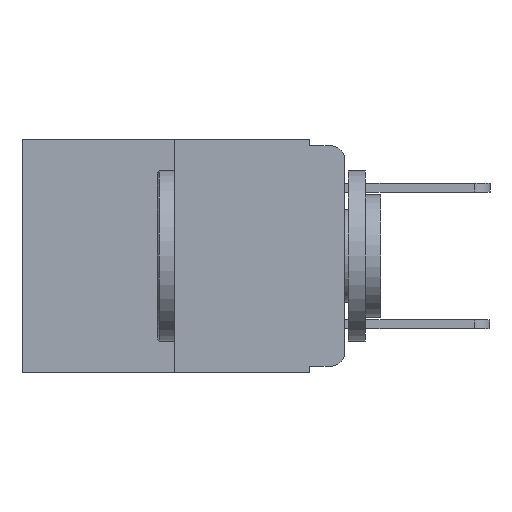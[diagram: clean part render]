
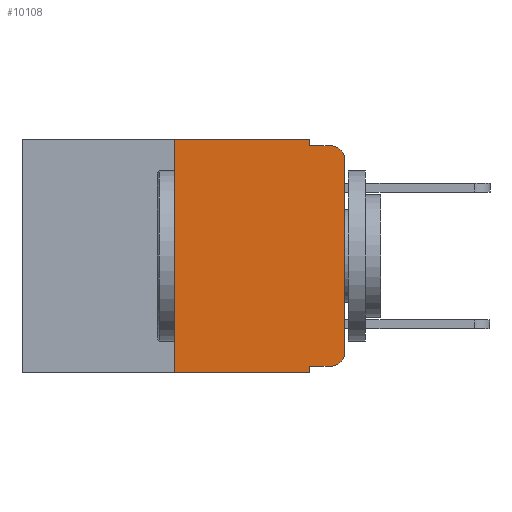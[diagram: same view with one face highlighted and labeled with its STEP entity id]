
A CAD part, left-side view. The second image highlights one B-rep face of the part: STEP entity #10108.
In plain terms, the highlighted planar face has unit normal (-1, 0, 0).
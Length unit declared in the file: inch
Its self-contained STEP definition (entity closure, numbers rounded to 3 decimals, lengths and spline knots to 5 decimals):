
#152 = EDGE_CURVE ( 'NONE', #5130, #20991, #11369, .T. ) ;
#465 = LINE ( 'NONE', #21891, #21794 ) ;
#729 = CARTESIAN_POINT ( 'NONE',  ( 0., 0.051, 0. ) ) ;
#793 = DIRECTION ( 'NONE',  ( 0., -1., 0. ) ) ;
#1840 = CARTESIAN_POINT ( 'NONE',  ( 0., 0.02, -0.03 ) ) ;
#2007 = EDGE_CURVE ( 'NONE', #11068, #3367, #12870, .T. ) ;
#2494 = LINE ( 'NONE', #6933, #6811 ) ;
#2636 = ORIENTED_EDGE ( 'NONE', *, *, #17326, .T. ) ;
#2737 = VERTEX_POINT ( 'NONE', #6055 ) ;
#3367 = VERTEX_POINT ( 'NONE', #4912 ) ;
#3633 = ORIENTED_EDGE ( 'NONE', *, *, #13607, .F. ) ;
#3764 = CARTESIAN_POINT ( 'NONE',  ( 0., 0.051, -0.343 ) ) ;
#4354 = EDGE_CURVE ( 'NONE', #2737, #11068, #9032, .T. ) ;
#4438 = VERTEX_POINT ( 'NONE', #3764 ) ;
#4518 = ORIENTED_EDGE ( 'NONE', *, *, #12991, .T. ) ;
#4618 = VECTOR ( 'NONE', #793, 39.37008 ) ;
#4912 = CARTESIAN_POINT ( 'NONE',  ( 0., 0.02, -0.01 ) ) ;
#5050 = VECTOR ( 'NONE', #11518, 39.37008 ) ;
#5061 = EDGE_CURVE ( 'NONE', #6491, #13697, #21251, .T. ) ;
#5130 = VERTEX_POINT ( 'NONE', #729 ) ;
#5321 = CIRCLE ( 'NONE', #16171, 0.02 ) ;
#5624 = LINE ( 'NONE', #9787, #5050 ) ;
#5644 = CARTESIAN_POINT ( 'NONE',  ( 0., 0.473, 0. ) ) ;
#5962 = ORIENTED_EDGE ( 'NONE', *, *, #5061, .F. ) ;
#6055 = CARTESIAN_POINT ( 'NONE',  ( 0., 0., -0.313 ) ) ;
#6077 = CARTESIAN_POINT ( 'NONE',  ( 0., 0.051, -0.333 ) ) ;
#6161 = CARTESIAN_POINT ( 'NONE',  ( 0., 0.25, 0. ) ) ;
#6490 = CARTESIAN_POINT ( 'NONE',  ( 0., 0.051, -0.333 ) ) ;
#6491 = VERTEX_POINT ( 'NONE', #21321 ) ;
#6811 = VECTOR ( 'NONE', #15355, 39.37008 ) ;
#6831 = CARTESIAN_POINT ( 'NONE',  ( 0., 0.02, -0.313 ) ) ;
#6933 = CARTESIAN_POINT ( 'NONE',  ( 0., 0.473, -0.343 ) ) ;
#7251 = ORIENTED_EDGE ( 'NONE', *, *, #20908, .T. ) ;
#7437 = ORIENTED_EDGE ( 'NONE', *, *, #10325, .F. ) ;
#7843 = DIRECTION ( 'NONE',  ( 0., -1., 0. ) ) ;
#8578 = DIRECTION ( 'NONE',  ( 0., 0., -1. ) ) ;
#8964 = DIRECTION ( 'NONE',  ( 0., 0., 1. ) ) ;
#9032 = LINE ( 'NONE', #20232, #13018 ) ;
#9693 = CARTESIAN_POINT ( 'NONE',  ( 0., 0.051, 0. ) ) ;
#9787 = CARTESIAN_POINT ( 'NONE',  ( 0., 0.051, 0. ) ) ;
#10108 = ADVANCED_FACE ( 'NONE', ( #18786 ), #17393, .F. ) ;
#10111 = EDGE_CURVE ( 'NONE', #20991, #3367, #465, .T. ) ;
#10325 = EDGE_CURVE ( 'NONE', #13697, #5130, #18548, .T. ) ;
#10707 = ORIENTED_EDGE ( 'NONE', *, *, #10111, .F. ) ;
#10852 = ORIENTED_EDGE ( 'NONE', *, *, #152, .F. ) ;
#10937 = DIRECTION ( 'NONE',  ( 0., 0., -1. ) ) ;
#11068 = VERTEX_POINT ( 'NONE', #18246 ) ;
#11369 = LINE ( 'NONE', #9693, #19332 ) ;
#11518 = DIRECTION ( 'NONE',  ( 0., 0., -1. ) ) ;
#11610 = CARTESIAN_POINT ( 'NONE',  ( 0., 0.473, 0. ) ) ;
#12179 = CARTESIAN_POINT ( 'NONE',  ( 0., 0.051, -0.01 ) ) ;
#12778 = VECTOR ( 'NONE', #7843, 39.37008 ) ;
#12870 = CIRCLE ( 'NONE', #15941, 0.02 ) ;
#12991 = EDGE_CURVE ( 'NONE', #6491, #4438, #2494, .T. ) ;
#13018 = VECTOR ( 'NONE', #8964, 39.37008 ) ;
#13314 = LINE ( 'NONE', #6077, #12778 ) ;
#13607 = EDGE_CURVE ( 'NONE', #14469, #4438, #5624, .T. ) ;
#13697 = VERTEX_POINT ( 'NONE', #18058 ) ;
#14040 = CARTESIAN_POINT ( 'NONE',  ( 0., 0.02, -0.333 ) ) ;
#14425 = ORIENTED_EDGE ( 'NONE', *, *, #4354, .T. ) ;
#14469 = VERTEX_POINT ( 'NONE', #6490 ) ;
#14732 = DIRECTION ( 'NONE',  ( -1., 0., 0. ) ) ;
#15222 = EDGE_LOOP ( 'NONE', ( #14425, #15707, #10707, #10852, #7437, #5962, #4518, #3633, #2636, #7251 ) ) ;
#15355 = DIRECTION ( 'NONE',  ( 0., -1., 0. ) ) ;
#15707 = ORIENTED_EDGE ( 'NONE', *, *, #2007, .T. ) ;
#15848 = DIRECTION ( 'NONE',  ( 0., -1., 0. ) ) ;
#15941 = AXIS2_PLACEMENT_3D ( 'NONE', #1840, #14732, #20848 ) ;
#16171 = AXIS2_PLACEMENT_3D ( 'NONE', #6831, #18386, #8578 ) ;
#16206 = VERTEX_POINT ( 'NONE', #14040 ) ;
#17242 = VECTOR ( 'NONE', #17837, 39.37008 ) ;
#17326 = EDGE_CURVE ( 'NONE', #14469, #16206, #13314, .T. ) ;
#17393 = PLANE ( 'NONE',  #17934 ) ;
#17837 = DIRECTION ( 'NONE',  ( 0., 0., 1. ) ) ;
#17934 = AXIS2_PLACEMENT_3D ( 'NONE', #5644, #20428, #10937 ) ;
#18058 = CARTESIAN_POINT ( 'NONE',  ( 0., 0.25, 0. ) ) ;
#18246 = CARTESIAN_POINT ( 'NONE',  ( 0., 0., -0.03 ) ) ;
#18386 = DIRECTION ( 'NONE',  ( -1., 0., 0. ) ) ;
#18548 = LINE ( 'NONE', #11610, #4618 ) ;
#18786 = FACE_OUTER_BOUND ( 'NONE', #15222, .T. ) ;
#19332 = VECTOR ( 'NONE', #20511, 39.37008 ) ;
#20232 = CARTESIAN_POINT ( 'NONE',  ( 0., 0., 0. ) ) ;
#20428 = DIRECTION ( 'NONE',  ( 1., 0., 0. ) ) ;
#20511 = DIRECTION ( 'NONE',  ( 0., 0., -1. ) ) ;
#20848 = DIRECTION ( 'NONE',  ( 0., 0., -1. ) ) ;
#20908 = EDGE_CURVE ( 'NONE', #16206, #2737, #5321, .T. ) ;
#20991 = VERTEX_POINT ( 'NONE', #12179 ) ;
#21251 = LINE ( 'NONE', #6161, #17242 ) ;
#21321 = CARTESIAN_POINT ( 'NONE',  ( 0., 0.25, -0.343 ) ) ;
#21794 = VECTOR ( 'NONE', #15848, 39.37008 ) ;
#21891 = CARTESIAN_POINT ( 'NONE',  ( 0., 0.051, -0.01 ) ) ;
